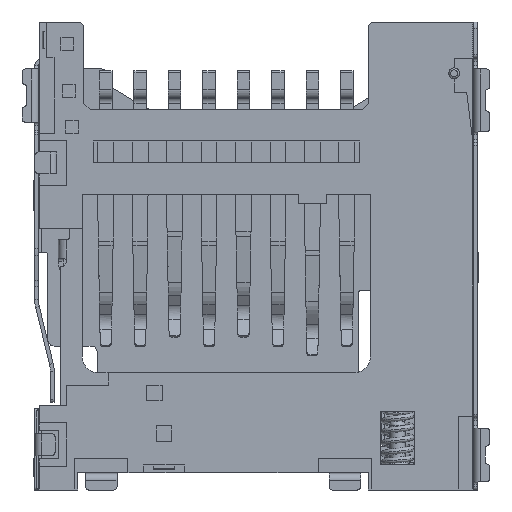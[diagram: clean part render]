
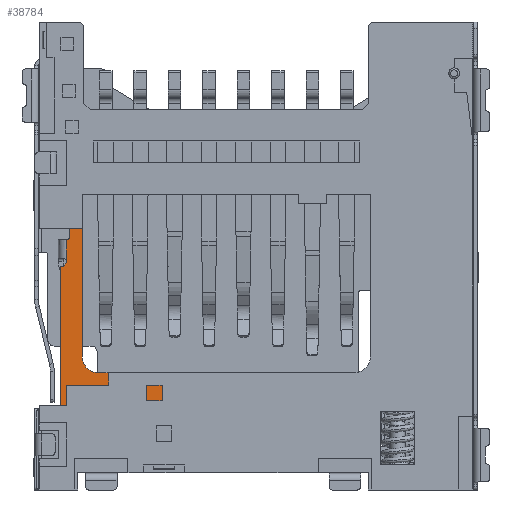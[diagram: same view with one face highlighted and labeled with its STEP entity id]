
A CAD part, front view. The second image highlights one B-rep face of the part: STEP entity #38784.
In plain terms, the highlighted face is planar.
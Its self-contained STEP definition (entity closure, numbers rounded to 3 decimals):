
#1196=CIRCLE('',#40520,0.1);
#1197=CIRCLE('',#40523,0.1);
#1201=CIRCLE('',#40530,0.1);
#1202=CIRCLE('',#40533,0.1);
#1203=CIRCLE('',#40537,0.2);
#1205=CIRCLE('',#40543,0.5);
#1237=CIRCLE('',#40923,0.19);
#17654=ORIENTED_EDGE('',*,*,#23103,.F.);
#17655=ORIENTED_EDGE('',*,*,#23105,.F.);
#17656=ORIENTED_EDGE('',*,*,#23716,.F.);
#17657=ORIENTED_EDGE('',*,*,#23717,.F.);
#17658=ORIENTED_EDGE('',*,*,#21928,.F.);
#17659=ORIENTED_EDGE('',*,*,#23718,.F.);
#17660=ORIENTED_EDGE('',*,*,#23066,.F.);
#17661=ORIENTED_EDGE('',*,*,#23070,.F.);
#17662=ORIENTED_EDGE('',*,*,#23072,.F.);
#17663=ORIENTED_EDGE('',*,*,#23075,.F.);
#17664=ORIENTED_EDGE('',*,*,#23714,.F.);
#17665=ORIENTED_EDGE('',*,*,#23084,.F.);
#17666=ORIENTED_EDGE('',*,*,#23086,.F.);
#17667=ORIENTED_EDGE('',*,*,#23088,.F.);
#17668=ORIENTED_EDGE('',*,*,#23090,.F.);
#17669=ORIENTED_EDGE('',*,*,#23092,.T.);
#17670=ORIENTED_EDGE('',*,*,#23093,.F.);
#17671=ORIENTED_EDGE('',*,*,#23098,.F.);
#17672=ORIENTED_EDGE('',*,*,#23473,.T.);
#17673=ORIENTED_EDGE('',*,*,#23472,.F.);
#17674=ORIENTED_EDGE('',*,*,#23490,.F.);
#17675=ORIENTED_EDGE('',*,*,#23488,.F.);
#17676=ORIENTED_EDGE('',*,*,#23487,.T.);
#17677=ORIENTED_EDGE('',*,*,#23719,.F.);
#17678=ORIENTED_EDGE('',*,*,#23720,.T.);
#17679=ORIENTED_EDGE('',*,*,#23721,.T.);
#17680=ORIENTED_EDGE('',*,*,#23722,.T.);
#17681=ORIENTED_EDGE('',*,*,#21210,.F.);
#21210=EDGE_CURVE('',#25369,#25370,#27943,.T.);
#21928=EDGE_CURVE('',#25921,#25922,#28423,.T.);
#23066=EDGE_CURVE('',#26674,#26675,#1196,.T.);
#23070=EDGE_CURVE('',#26676,#26674,#29296,.T.);
#23072=EDGE_CURVE('',#26677,#26676,#1197,.T.);
#23075=EDGE_CURVE('',#26679,#26677,#29299,.T.);
#23084=EDGE_CURVE('',#26685,#26684,#1201,.T.);
#23086=EDGE_CURVE('',#26686,#26685,#29305,.T.);
#23088=EDGE_CURVE('',#26687,#26686,#1202,.T.);
#23090=EDGE_CURVE('',#26688,#26687,#29308,.T.);
#23092=EDGE_CURVE('',#26688,#26689,#29310,.T.);
#23093=EDGE_CURVE('',#26690,#26689,#1203,.T.);
#23098=EDGE_CURVE('',#26692,#26690,#29314,.T.);
#23103=EDGE_CURVE('',#26694,#25369,#1205,.T.);
#23105=EDGE_CURVE('',#25048,#26694,#29320,.T.);
#23472=EDGE_CURVE('',#26876,#26874,#29624,.T.);
#23473=EDGE_CURVE('',#26692,#26874,#29625,.T.);
#23487=EDGE_CURVE('',#26882,#26883,#29639,.T.);
#23488=EDGE_CURVE('',#26882,#26884,#29640,.T.);
#23490=EDGE_CURVE('',#26884,#26876,#29642,.T.);
#23714=EDGE_CURVE('',#26684,#26679,#29842,.T.);
#23716=EDGE_CURVE('',#26946,#25048,#29844,.T.);
#23717=EDGE_CURVE('',#25922,#26946,#29845,.T.);
#23718=EDGE_CURVE('',#26675,#25921,#29846,.T.);
#23719=EDGE_CURVE('',#26947,#26883,#29847,.T.);
#23720=EDGE_CURVE('',#26947,#25372,#29848,.T.);
#23721=EDGE_CURVE('',#25372,#26948,#1237,.T.);
#23722=EDGE_CURVE('',#26948,#25370,#29849,.T.);
#25048=VERTEX_POINT('',#49224);
#25369=VERTEX_POINT('',#49930);
#25370=VERTEX_POINT('',#49931);
#25372=VERTEX_POINT('',#49940);
#25921=VERTEX_POINT('',#51394);
#25922=VERTEX_POINT('',#51396);
#26674=VERTEX_POINT('',#54362);
#26675=VERTEX_POINT('',#54363);
#26676=VERTEX_POINT('',#54368);
#26677=VERTEX_POINT('',#54372);
#26679=VERTEX_POINT('',#54378);
#26684=VERTEX_POINT('',#54398);
#26685=VERTEX_POINT('',#54401);
#26686=VERTEX_POINT('',#54405);
#26687=VERTEX_POINT('',#54409);
#26688=VERTEX_POINT('',#54413);
#26689=VERTEX_POINT('',#54417);
#26690=VERTEX_POINT('',#54421);
#26692=VERTEX_POINT('',#54428);
#26694=VERTEX_POINT('',#54438);
#26874=VERTEX_POINT('',#55388);
#26876=VERTEX_POINT('',#55392);
#26882=VERTEX_POINT('',#55419);
#26883=VERTEX_POINT('',#55421);
#26884=VERTEX_POINT('',#55425);
#26946=VERTEX_POINT('',#56170);
#26947=VERTEX_POINT('',#56174);
#26948=VERTEX_POINT('',#56177);
#27943=LINE('',#49929,#31031);
#28423=LINE('',#51395,#31511);
#29296=LINE('',#54369,#32384);
#29299=LINE('',#54379,#32387);
#29305=LINE('',#54406,#32393);
#29308=LINE('',#54414,#32396);
#29310=LINE('',#54418,#32398);
#29314=LINE('',#54429,#32402);
#29320=LINE('',#54443,#32408);
#29624=LINE('',#55393,#32712);
#29625=LINE('',#55395,#32713);
#29639=LINE('',#55422,#32727);
#29640=LINE('',#55424,#32728);
#29642=LINE('',#55428,#32730);
#29842=LINE('',#56165,#32930);
#29844=LINE('',#56169,#32932);
#29845=LINE('',#56171,#32933);
#29846=LINE('',#56172,#32934);
#29847=LINE('',#56173,#32935);
#29848=LINE('',#56175,#32936);
#29849=LINE('',#56178,#32937);
#31031=VECTOR('',#42182,1000.);
#31511=VECTOR('',#43418,1000.);
#32384=VECTOR('',#45447,1000.);
#32387=VECTOR('',#45458,1000.);
#32393=VECTOR('',#45476,1000.);
#32396=VECTOR('',#45485,1000.);
#32398=VECTOR('',#45489,1000.);
#32402=VECTOR('',#45501,1000.);
#32408=VECTOR('',#45517,1000.);
#32712=VECTOR('',#46229,1000.);
#32713=VECTOR('',#46232,1000.);
#32727=VECTOR('',#46258,1000.);
#32728=VECTOR('',#46261,1000.);
#32730=VECTOR('',#46265,1000.);
#32930=VECTOR('',#46791,1000.);
#32932=VECTOR('',#46797,1000.);
#32933=VECTOR('',#46798,1000.);
#32934=VECTOR('',#46799,1000.);
#32935=VECTOR('',#46800,1000.);
#32936=VECTOR('',#46801,1000.);
#32937=VECTOR('',#46804,1000.);
#34677=EDGE_LOOP('',(#17654,#17655,#17656,#17657,#17658,#17659,#17660,#17661,
#17662,#17663,#17664,#17665,#17666,#17667,#17668,#17669,#17670,#17671,#17672,
#17673,#17674,#17675,#17676,#17677,#17678,#17679,#17680,#17681));
#36264=FACE_BOUND('',#34677,.T.);
#37500=PLANE('',#40922);
#38784=ADVANCED_FACE('',(#36264),#37500,.T.);
#40520=AXIS2_PLACEMENT_3D('',#54361,#45440,#45441);
#40523=AXIS2_PLACEMENT_3D('',#54373,#45451,#45452);
#40530=AXIS2_PLACEMENT_3D('',#54402,#45471,#45472);
#40533=AXIS2_PLACEMENT_3D('',#54410,#45480,#45481);
#40537=AXIS2_PLACEMENT_3D('',#54420,#45492,#45493);
#40543=AXIS2_PLACEMENT_3D('',#54439,#45512,#45513);
#40922=AXIS2_PLACEMENT_3D('',#56168,#46795,#46796);
#40923=AXIS2_PLACEMENT_3D('',#56176,#46802,#46803);
#42182=DIRECTION('',(1.,0.,0.));
#43418=DIRECTION('',(-1.,0.,0.));
#45440=DIRECTION('',(0.,0.,-1.));
#45441=DIRECTION('',(-1.,0.,0.));
#45447=DIRECTION('',(0.,-1.,0.));
#45451=DIRECTION('',(0.,0.,-1.));
#45452=DIRECTION('',(-1.,0.,0.));
#45458=DIRECTION('',(1.,0.,0.));
#45471=DIRECTION('',(0.,0.,-1.));
#45472=DIRECTION('',(-1.,0.,0.));
#45476=DIRECTION('',(0.615,-0.789,0.));
#45480=DIRECTION('',(0.,0.,-1.));
#45481=DIRECTION('',(-1.,0.,0.));
#45485=DIRECTION('',(1.,0.,0.));
#45489=DIRECTION('',(0.,1.,0.));
#45492=DIRECTION('',(0.,0.,1.));
#45493=DIRECTION('',(-1.,0.,0.));
#45501=DIRECTION('',(-1.,0.,0.));
#45512=DIRECTION('',(0.,0.,-1.));
#45513=DIRECTION('',(-1.,0.,0.));
#45517=DIRECTION('',(0.,1.,0.));
#46229=DIRECTION('',(-1.,0.,0.));
#46232=DIRECTION('',(0.,-1.,0.));
#46258=DIRECTION('',(0.,-1.,0.));
#46261=DIRECTION('',(-1.,0.,0.));
#46265=DIRECTION('',(0.,-1.,0.));
#46791=DIRECTION('',(0.,-1.,0.));
#46795=DIRECTION('',(0.,0.,-1.));
#46796=DIRECTION('',(-1.,0.,0.));
#46797=DIRECTION('',(1.,0.,0.));
#46798=DIRECTION('',(0.,-1.,0.));
#46799=DIRECTION('',(0.,-1.,0.));
#46800=DIRECTION('',(-1.,0.,0.));
#46801=DIRECTION('',(0.,-1.,0.));
#46802=DIRECTION('',(0.,0.,-1.));
#46803=DIRECTION('',(-1.,0.,0.));
#46804=DIRECTION('',(0.,-1.,0.));
#49224=CARTESIAN_POINT('',(5.4,8.63,-1.221));
#49929=CARTESIAN_POINT('',(10.17,14.33,-1.22));
#49930=CARTESIAN_POINT('',(5.9,14.33,-1.22));
#49931=CARTESIAN_POINT('',(8.16,14.33,-1.22));
#49940=CARTESIAN_POINT('',(8.179,14.335,-1.22));
#51394=CARTESIAN_POINT('',(4.998,9.465,-1.22));
#51395=CARTESIAN_POINT('',(4.53,9.465,-1.22));
#51396=CARTESIAN_POINT('',(4.996,9.465,-1.22));
#54361=CARTESIAN_POINT('',(4.9,9.752,-1.22));
#54362=CARTESIAN_POINT('',(5.,9.752,-1.22));
#54363=CARTESIAN_POINT('',(4.998,9.73,-1.22));
#54368=CARTESIAN_POINT('',(5.,9.98,-1.22));
#54369=CARTESIAN_POINT('',(5.,9.93,-1.22));
#54372=CARTESIAN_POINT('',(4.9,10.08,-1.22));
#54373=CARTESIAN_POINT('',(4.9,9.98,-1.22));
#54378=CARTESIAN_POINT('',(4.89,10.08,-1.22));
#54379=CARTESIAN_POINT('',(4.715,10.08,-1.22));
#54398=CARTESIAN_POINT('',(4.89,10.748,-1.22));
#54401=CARTESIAN_POINT('',(4.874,10.841,-1.22));
#54402=CARTESIAN_POINT('',(4.795,10.78,-1.22));
#54405=CARTESIAN_POINT('',(4.83,10.898,-1.22));
#54406=CARTESIAN_POINT('',(4.852,10.87,-1.22));
#54409=CARTESIAN_POINT('',(4.751,10.936,-1.22));
#54410=CARTESIAN_POINT('',(4.751,10.836,-1.22));
#54413=CARTESIAN_POINT('',(4.7,10.936,-1.22));
#54414=CARTESIAN_POINT('',(4.726,10.936,-1.22));
#54417=CARTESIAN_POINT('',(4.7,15.33,-1.22));
#54418=CARTESIAN_POINT('',(4.7,16.67,-1.22));
#54420=CARTESIAN_POINT('',(4.9,15.33,-1.22));
#54421=CARTESIAN_POINT('',(4.706,15.38,-1.22));
#54428=CARTESIAN_POINT('',(4.89,15.38,-1.22));
#54429=CARTESIAN_POINT('',(4.455,15.38,-1.22));
#54438=CARTESIAN_POINT('',(5.4,13.83,-1.22));
#54439=CARTESIAN_POINT('',(5.9,13.83,-1.22));
#54443=CARTESIAN_POINT('',(5.4,9.18,-1.22));
#55388=CARTESIAN_POINT('',(4.89,14.73,-1.22));
#55392=CARTESIAN_POINT('',(7.45,14.73,-1.22));
#55393=CARTESIAN_POINT('',(5.565,14.73,-1.22));
#55395=CARTESIAN_POINT('',(4.89,16.67,-1.22));
#55419=CARTESIAN_POINT('',(7.95,15.23,-1.22));
#55421=CARTESIAN_POINT('',(7.95,14.73,-1.22));
#55422=CARTESIAN_POINT('',(7.95,16.67,-1.22));
#55424=CARTESIAN_POINT('',(7.7,15.23,-1.22));
#55425=CARTESIAN_POINT('',(7.45,15.23,-1.22));
#55428=CARTESIAN_POINT('',(7.45,4.98,-1.22));
#56165=CARTESIAN_POINT('',(4.89,10.766,-1.22));
#56168=CARTESIAN_POINT('',(6.24,16.67,-1.22));
#56169=CARTESIAN_POINT('',(8.85,8.63,-1.22));
#56170=CARTESIAN_POINT('',(4.996,8.63,-1.22));
#56171=CARTESIAN_POINT('',(4.996,9.73,-1.22));
#56172=CARTESIAN_POINT('',(4.998,9.73,-1.22));
#56173=CARTESIAN_POINT('',(5.565,14.73,-1.22));
#56174=CARTESIAN_POINT('',(8.18,14.73,-1.22));
#56175=CARTESIAN_POINT('',(8.18,16.67,-1.22));
#56176=CARTESIAN_POINT('',(8.16,14.53,-1.22));
#56177=CARTESIAN_POINT('',(8.16,14.34,-1.22));
#56178=CARTESIAN_POINT('',(8.16,16.67,-1.22));
